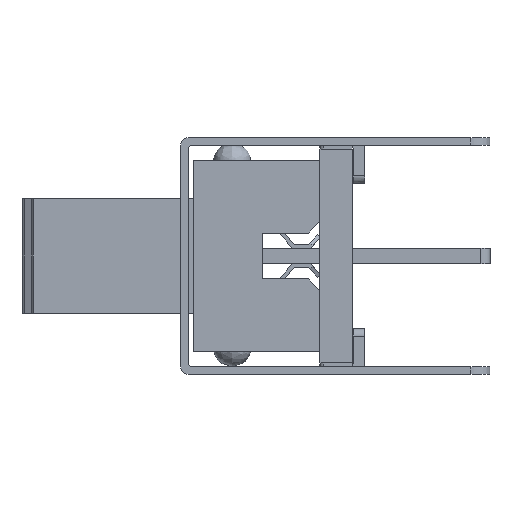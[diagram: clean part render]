
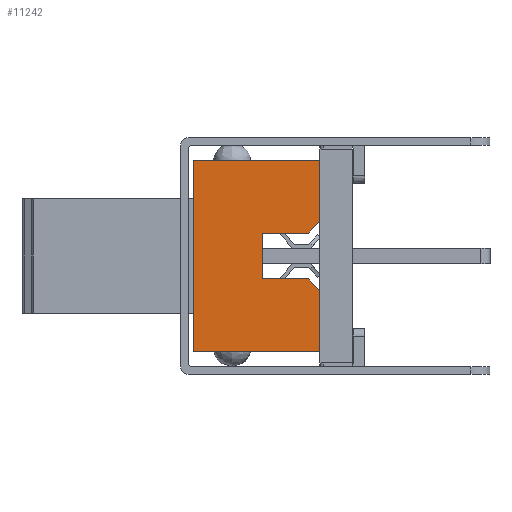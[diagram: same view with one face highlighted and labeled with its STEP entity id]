
A CAD part, left-side view. The second image highlights one B-rep face of the part: STEP entity #11242.
In plain terms, the highlighted planar face has unit normal (-1, 0, 0).
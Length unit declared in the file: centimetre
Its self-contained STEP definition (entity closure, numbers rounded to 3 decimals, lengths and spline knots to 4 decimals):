
#4 = CARTESIAN_POINT ( 'NONE',  ( -0.515, 0.085, 0. ) ) ;
#74 = VERTEX_POINT ( 'NONE', #10283 ) ;
#93 = CARTESIAN_POINT ( 'NONE',  ( -0.515, 0.235, -0.06 ) ) ;
#134 = EDGE_CURVE ( 'NONE', #13288, #4481, #4597, .T. ) ;
#289 = VECTOR ( 'NONE', #2867, 100. ) ;
#375 = CARTESIAN_POINT ( 'NONE',  ( -0.515, 0.415, 0.25 ) ) ;
#471 = FACE_OUTER_BOUND ( 'NONE', #12554, .T. ) ;
#551 = LINE ( 'NONE', #1679, #7777 ) ;
#641 = VECTOR ( 'NONE', #8677, 100. ) ;
#751 = DIRECTION ( 'NONE',  ( 0., 0.707, -0.707 ) ) ;
#872 = VECTOR ( 'NONE', #5756, 100. ) ;
#1029 = CARTESIAN_POINT ( 'NONE',  ( -0.515, 0.085, 0.06 ) ) ;
#1077 = CARTESIAN_POINT ( 'NONE',  ( -0.515, 0.235, 0.06 ) ) ;
#1542 = EDGE_CURVE ( 'NONE', #13288, #12742, #1612, .T. ) ;
#1549 = VERTEX_POINT ( 'NONE', #11208 ) ;
#1612 = LINE ( 'NONE', #2830, #9438 ) ;
#1679 = CARTESIAN_POINT ( 'NONE',  ( -0.515, 0.085, 0. ) ) ;
#1917 = CARTESIAN_POINT ( 'NONE',  ( -0.515, 0.085, -0.25 ) ) ;
#2830 = CARTESIAN_POINT ( 'NONE',  ( -0.515, 0.1, -0.075 ) ) ;
#2867 = DIRECTION ( 'NONE',  ( 0., 1., 0. ) ) ;
#3015 = AXIS2_PLACEMENT_3D ( 'NONE', #4, #12017, #11068 ) ;
#3016 = LINE ( 'NONE', #4208, #5716 ) ;
#3081 = CARTESIAN_POINT ( 'NONE',  ( -0.515, 0.115, -0.06 ) ) ;
#3322 = ORIENTED_EDGE ( 'NONE', *, *, #1542, .F. ) ;
#3437 = ORIENTED_EDGE ( 'NONE', *, *, #7203, .T. ) ;
#4208 = CARTESIAN_POINT ( 'NONE',  ( -0.515, 0.415, 0. ) ) ;
#4290 = DIRECTION ( 'NONE',  ( 0., 0., 1. ) ) ;
#4292 = LINE ( 'NONE', #15508, #6802 ) ;
#4481 = VERTEX_POINT ( 'NONE', #93 ) ;
#4492 = ORIENTED_EDGE ( 'NONE', *, *, #7307, .T. ) ;
#4597 = LINE ( 'NONE', #5290, #289 ) ;
#4790 = VERTEX_POINT ( 'NONE', #1917 ) ;
#4875 = VERTEX_POINT ( 'NONE', #5546 ) ;
#5290 = CARTESIAN_POINT ( 'NONE',  ( -0.515, 0.085, -0.06 ) ) ;
#5546 = CARTESIAN_POINT ( 'NONE',  ( -0.515, 0.085, 0.09 ) ) ;
#5716 = VECTOR ( 'NONE', #4290, 100. ) ;
#5756 = DIRECTION ( 'NONE',  ( 0., -1., 0. ) ) ;
#6017 = ORIENTED_EDGE ( 'NONE', *, *, #7615, .F. ) ;
#6145 = PLANE ( 'NONE',  #3015 ) ;
#6146 = LINE ( 'NONE', #6223, #8321 ) ;
#6209 = VERTEX_POINT ( 'NONE', #11542 ) ;
#6223 = CARTESIAN_POINT ( 'NONE',  ( -0.515, 0.235, 0. ) ) ;
#6251 = EDGE_CURVE ( 'NONE', #6209, #13516, #3016, .T. ) ;
#6432 = EDGE_CURVE ( 'NONE', #4875, #74, #551, .T. ) ;
#6683 = EDGE_CURVE ( 'NONE', #6209, #4790, #12451, .T. ) ;
#6802 = VECTOR ( 'NONE', #15215, 100. ) ;
#7203 = EDGE_CURVE ( 'NONE', #4790, #12742, #14800, .T. ) ;
#7307 = EDGE_CURVE ( 'NONE', #9658, #1549, #14550, .T. ) ;
#7440 = CARTESIAN_POINT ( 'NONE',  ( -0.515, 0.085, -0.25 ) ) ;
#7615 = EDGE_CURVE ( 'NONE', #13516, #74, #4292, .T. ) ;
#7777 = VECTOR ( 'NONE', #8994, 100. ) ;
#8091 = EDGE_CURVE ( 'NONE', #4481, #9658, #6146, .T. ) ;
#8321 = VECTOR ( 'NONE', #10989, 100. ) ;
#8677 = DIRECTION ( 'NONE',  ( 0., 0., 1. ) ) ;
#8763 = DIRECTION ( 'NONE',  ( 0., -0.707, -0.707 ) ) ;
#8994 = DIRECTION ( 'NONE',  ( 0., 0., 1. ) ) ;
#9438 = VECTOR ( 'NONE', #8763, 100. ) ;
#9658 = VERTEX_POINT ( 'NONE', #1077 ) ;
#9809 = VECTOR ( 'NONE', #751, 100. ) ;
#10226 = CARTESIAN_POINT ( 'NONE',  ( -0.515, 0.085, 0. ) ) ;
#10283 = CARTESIAN_POINT ( 'NONE',  ( -0.515, 0.085, 0.25 ) ) ;
#10389 = ORIENTED_EDGE ( 'NONE', *, *, #6251, .F. ) ;
#10634 = VECTOR ( 'NONE', #11090, 100. ) ;
#10989 = DIRECTION ( 'NONE',  ( 0., 0., 1. ) ) ;
#11068 = DIRECTION ( 'NONE',  ( 0., 0., 1. ) ) ;
#11090 = DIRECTION ( 'NONE',  ( 0., -1., 0. ) ) ;
#11208 = CARTESIAN_POINT ( 'NONE',  ( -0.515, 0.115, 0.06 ) ) ;
#11242 = ADVANCED_FACE ( 'NONE', ( #471 ), #6145, .T. ) ;
#11542 = CARTESIAN_POINT ( 'NONE',  ( -0.515, 0.415, -0.25 ) ) ;
#11774 = LINE ( 'NONE', #15384, #9809 ) ;
#11994 = ORIENTED_EDGE ( 'NONE', *, *, #6683, .T. ) ;
#12017 = DIRECTION ( 'NONE',  ( -1., 0., 0. ) ) ;
#12451 = LINE ( 'NONE', #7440, #10634 ) ;
#12554 = EDGE_LOOP ( 'NONE', ( #13555, #4492, #14503, #13534, #6017, #10389, #11994, #3437, #3322, #13335 ) ) ;
#12742 = VERTEX_POINT ( 'NONE', #14138 ) ;
#13288 = VERTEX_POINT ( 'NONE', #3081 ) ;
#13335 = ORIENTED_EDGE ( 'NONE', *, *, #134, .T. ) ;
#13516 = VERTEX_POINT ( 'NONE', #375 ) ;
#13534 = ORIENTED_EDGE ( 'NONE', *, *, #6432, .T. ) ;
#13555 = ORIENTED_EDGE ( 'NONE', *, *, #8091, .T. ) ;
#14067 = EDGE_CURVE ( 'NONE', #4875, #1549, #11774, .T. ) ;
#14138 = CARTESIAN_POINT ( 'NONE',  ( -0.515, 0.085, -0.09 ) ) ;
#14503 = ORIENTED_EDGE ( 'NONE', *, *, #14067, .F. ) ;
#14550 = LINE ( 'NONE', #1029, #872 ) ;
#14800 = LINE ( 'NONE', #10226, #641 ) ;
#15215 = DIRECTION ( 'NONE',  ( 0., -1., 0. ) ) ;
#15384 = CARTESIAN_POINT ( 'NONE',  ( -0.515, 0.1, 0.075 ) ) ;
#15508 = CARTESIAN_POINT ( 'NONE',  ( -0.515, 0.085, 0.25 ) ) ;
